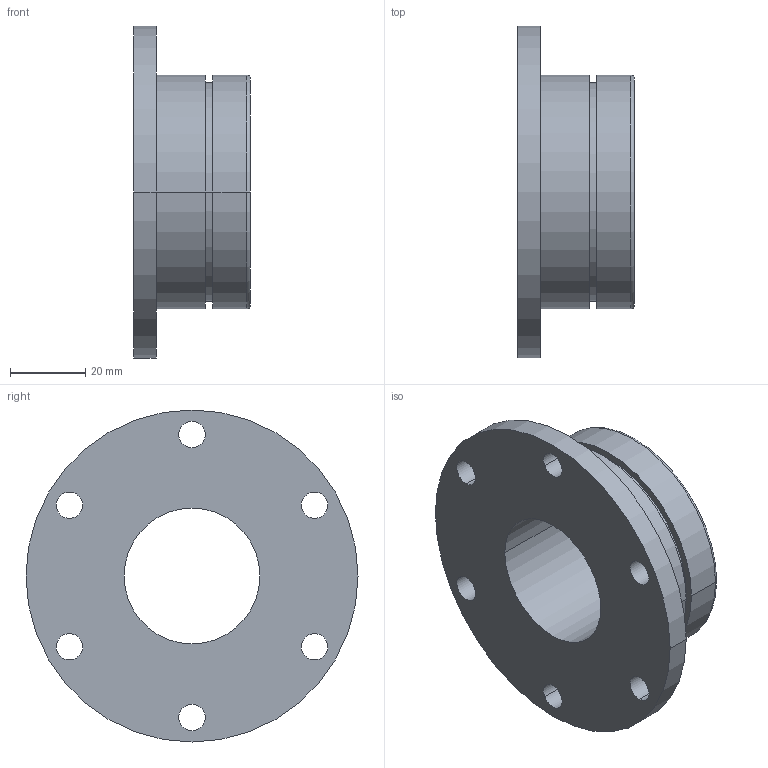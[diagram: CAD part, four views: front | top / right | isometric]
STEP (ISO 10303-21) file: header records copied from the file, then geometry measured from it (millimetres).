
FILE_DESCRIPTION(('CoCreate Modeling STEP Export'),'2;1');
FILE_NAME('io1.stp','2008-05-07T16:14:57',('Helmut'),('PTC'),'CoCreate Modeling STEP processor for AP214 (Solid Model)','CoCreate Modeling 16.00 06-May-2008 (C) Parametric Technology GmbH','');
FILE_SCHEMA(('AUTOMOTIVE_DESIGN { 1 0 10303 214 1 1 1 1 }'));
Length unit declared in the file: millimetre
Products named in the file (1): io1
Bounding box: 31 x 88 x 88 mm (x, y, z)
Volume: 78234.4 mm3; surface area: 21137.4 mm2
Topology: 1 solids, 1 shells, 29 faces, 70 edges, 46 vertices
Faces by surface type: cylinder 22, plane 5, torus 2
Entity records: 892 total; most frequent: ORIENTED_EDGE 140, CARTESIAN_POINT 123, DIRECTION 120, EDGE_CURVE 70, AXIS2_PLACEMENT_3D 49, VERTEX_POINT 46, EDGE_LOOP 46, FACE_OUTER_BOUND 29
